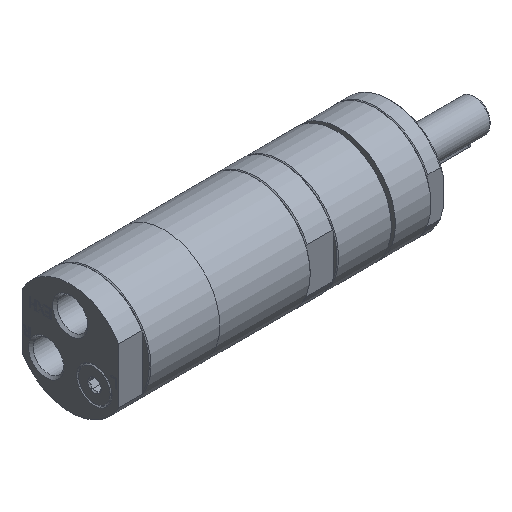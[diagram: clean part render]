
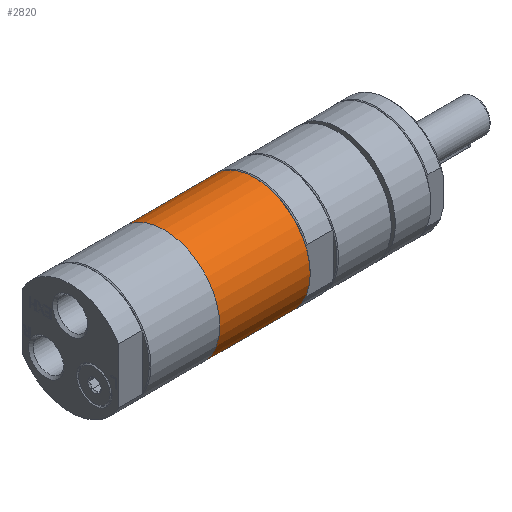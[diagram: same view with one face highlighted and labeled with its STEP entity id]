
A CAD part, isometric view. The second image highlights one B-rep face of the part: STEP entity #2820.
In plain terms, the highlighted cylindrical face has radius 20.75 mm (diameter 41.5 mm), a full revolution.
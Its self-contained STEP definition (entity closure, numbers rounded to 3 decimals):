
#319=LINE('',#4643,#562);
#562=VECTOR('',#3682,20.75);
#612=CYLINDRICAL_SURFACE('',#3053,20.75);
#881=FACE_OUTER_BOUND('',#1047,.T.);
#1047=EDGE_LOOP('',(#2424,#2425,#2426,#2427,#2428,#2429,#2430,#2431));
#1110=CIRCLE('',#2978,20.75);
#1111=CIRCLE('',#2979,20.75);
#1112=CIRCLE('',#2980,20.75);
#1113=CIRCLE('',#2981,20.75);
#1153=CIRCLE('',#3054,20.75);
#1154=CIRCLE('',#3055,20.75);
#1332=VERTEX_POINT('',#4422);
#1333=VERTEX_POINT('',#4424);
#1334=VERTEX_POINT('',#4426);
#1335=VERTEX_POINT('',#4428);
#1387=VERTEX_POINT('',#4642);
#1388=VERTEX_POINT('',#4644);
#1663=EDGE_CURVE('',#1332,#1333,#1110,.T.);
#1664=EDGE_CURVE('',#1333,#1334,#1111,.T.);
#1665=EDGE_CURVE('',#1334,#1335,#1112,.T.);
#1666=EDGE_CURVE('',#1335,#1332,#1113,.T.);
#1744=EDGE_CURVE('',#1335,#1387,#319,.T.);
#1745=EDGE_CURVE('',#1387,#1388,#1153,.T.);
#1746=EDGE_CURVE('',#1388,#1387,#1154,.T.);
#2424=ORIENTED_EDGE('',*,*,#1664,.F.);
#2425=ORIENTED_EDGE('',*,*,#1663,.F.);
#2426=ORIENTED_EDGE('',*,*,#1666,.F.);
#2427=ORIENTED_EDGE('',*,*,#1744,.T.);
#2428=ORIENTED_EDGE('',*,*,#1745,.T.);
#2429=ORIENTED_EDGE('',*,*,#1746,.T.);
#2430=ORIENTED_EDGE('',*,*,#1744,.F.);
#2431=ORIENTED_EDGE('',*,*,#1665,.F.);
#2820=ADVANCED_FACE('',(#881),#612,.T.);
#2978=AXIS2_PLACEMENT_3D('',#4425,#3502,#3503);
#2979=AXIS2_PLACEMENT_3D('',#4427,#3504,#3505);
#2980=AXIS2_PLACEMENT_3D('',#4429,#3506,#3507);
#2981=AXIS2_PLACEMENT_3D('',#4430,#3508,#3509);
#3053=AXIS2_PLACEMENT_3D('',#4641,#3680,#3681);
#3054=AXIS2_PLACEMENT_3D('',#4645,#3683,#3684);
#3055=AXIS2_PLACEMENT_3D('',#4646,#3685,#3686);
#3502=DIRECTION('center_axis',(-1.,0.,0.));
#3503=DIRECTION('ref_axis',(0.,1.,0.));
#3504=DIRECTION('center_axis',(-1.,0.,0.));
#3505=DIRECTION('ref_axis',(0.,1.,0.));
#3506=DIRECTION('center_axis',(-1.,0.,0.));
#3507=DIRECTION('ref_axis',(0.,1.,0.));
#3508=DIRECTION('center_axis',(-1.,0.,0.));
#3509=DIRECTION('ref_axis',(0.,1.,0.));
#3680=DIRECTION('center_axis',(-1.,0.,0.));
#3681=DIRECTION('ref_axis',(0.,1.,0.));
#3682=DIRECTION('',(1.,0.,0.));
#3683=DIRECTION('center_axis',(-1.,0.,0.));
#3684=DIRECTION('ref_axis',(0.,1.,0.));
#3685=DIRECTION('center_axis',(-1.,0.,0.));
#3686=DIRECTION('ref_axis',(0.,1.,0.));
#4422=CARTESIAN_POINT('',(0.,0.,20.75));
#4424=CARTESIAN_POINT('',(0.,20.75,0.));
#4425=CARTESIAN_POINT('Origin',(0.,0.,
0.));
#4426=CARTESIAN_POINT('',(0.,0.,-20.75));
#4427=CARTESIAN_POINT('Origin',(0.,0.,
0.));
#4428=CARTESIAN_POINT('',(0.,-20.75,0.));
#4429=CARTESIAN_POINT('Origin',(0.,0.,
0.));
#4430=CARTESIAN_POINT('Origin',(0.,0.,
0.));
#4641=CARTESIAN_POINT('Origin',(16.85,0.,0.));
#4642=CARTESIAN_POINT('',(33.7,-20.75,0.));
#4643=CARTESIAN_POINT('',(16.85,-20.75,0.));
#4644=CARTESIAN_POINT('',(33.7,20.75,0.));
#4645=CARTESIAN_POINT('Origin',(33.7,0.,0.));
#4646=CARTESIAN_POINT('Origin',(33.7,0.,0.));
